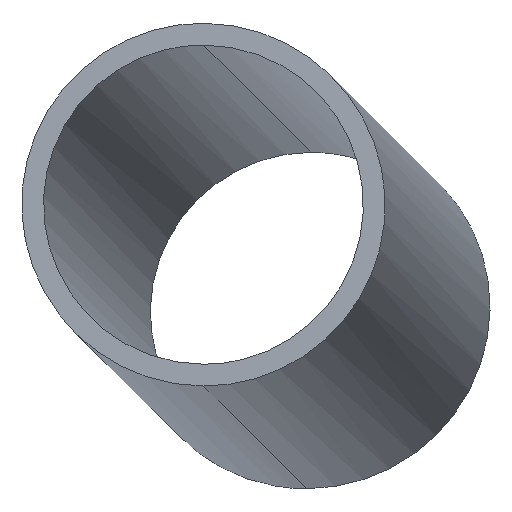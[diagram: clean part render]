
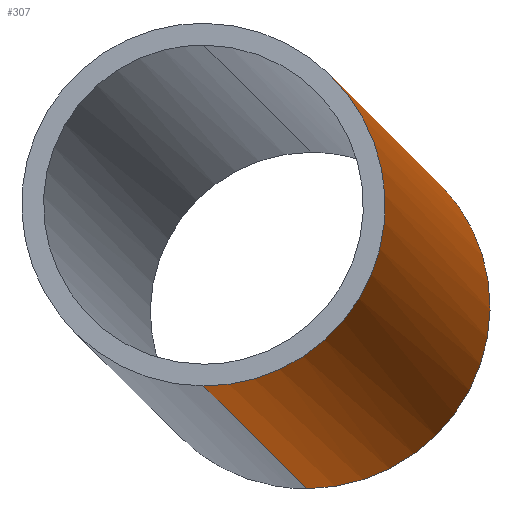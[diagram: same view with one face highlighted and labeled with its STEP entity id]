
A CAD part, left-side view. The second image highlights one B-rep face of the part: STEP entity #307.
In plain terms, the highlighted cylindrical face has radius 12.5 mm (diameter 25 mm), a partial arc.
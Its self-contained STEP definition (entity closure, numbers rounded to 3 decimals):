
#185=CARTESIAN_POINT('Line Origine',(342347.521,-17879.071,-17810.95)) ;
#189=CARTESIAN_POINT('Vertex',(-492.008,244.965,181.483)) ;
#191=CARTESIAN_POINT('Vertex',(-492.39,244.986,181.503)) ;
#194=CARTESIAN_POINT('Line Origine',(342347.521,-17879.071,-17810.95)) ;
#198=CARTESIAN_POINT('Vertex',(-353.938,237.666,174.237)) ;
#201=CARTESIAN_POINT('Line Origine',(342347.521,-17879.071,-17810.95)) ;
#205=CARTESIAN_POINT('Vertex',(-351.15,237.519,174.091)) ;
#224=CARTESIAN_POINT('Vertex',(-358.032,237.883,149.417)) ;
#227=CARTESIAN_POINT('Line Origine',(342346.215,-17879.002,-17835.916)) ;
#231=CARTESIAN_POINT('Vertex',(-492.932,245.014,156.497)) ;
#260=CARTESIAN_POINT('Axis2P3D Location',(498263.938,-26121.513,-26006.058)) ;
#266=CARTESIAN_POINT('Control Point',(-358.032,237.883,149.417)) ;
#267=CARTESIAN_POINT('Control Point',(-358.234,235.738,149.422)) ;
#268=CARTESIAN_POINT('Control Point',(-358.309,233.582,149.884)) ;
#269=CARTESIAN_POINT('Control Point',(-358.242,231.555,150.809)) ;
#270=CARTESIAN_POINT('Control Point',(-357.832,227.984,153.477)) ;
#271=CARTESIAN_POINT('Control Point',(-356.958,225.843,157.317)) ;
#272=CARTESIAN_POINT('Control Point',(-356.419,225.212,159.455)) ;
#273=CARTESIAN_POINT('Control Point',(-355.186,224.905,163.956)) ;
#274=CARTESIAN_POINT('Control Point',(-353.857,226.56,168.137)) ;
#275=CARTESIAN_POINT('Control Point',(-353.192,227.909,170.055)) ;
#276=CARTESIAN_POINT('Control Point',(-352.281,230.59,172.396)) ;
#277=CARTESIAN_POINT('Control Point',(-351.614,233.9,173.656)) ;
#278=CARTESIAN_POINT('Control Point',(-351.42,235.086,173.948)) ;
#279=CARTESIAN_POINT('Control Point',(-351.265,236.301,174.093)) ;
#280=CARTESIAN_POINT('Control Point',(-351.15,237.519,174.091)) ;
#283=CARTESIAN_POINT('Control Point',(-492.39,244.986,181.503)) ;
#284=CARTESIAN_POINT('Control Point',(-492.372,243.826,181.499)) ;
#285=CARTESIAN_POINT('Control Point',(-492.357,242.667,181.361)) ;
#286=CARTESIAN_POINT('Control Point',(-492.346,241.529,181.089)) ;
#287=CARTESIAN_POINT('Control Point',(-492.321,238.241,179.888)) ;
#288=CARTESIAN_POINT('Control Point',(-492.328,235.492,177.613)) ;
#289=CARTESIAN_POINT('Control Point',(-492.348,234.046,175.691)) ;
#290=CARTESIAN_POINT('Control Point',(-492.413,232.154,171.334)) ;
#291=CARTESIAN_POINT('Control Point',(-492.519,232.367,166.591)) ;
#292=CARTESIAN_POINT('Control Point',(-492.579,233.031,164.289)) ;
#293=CARTESIAN_POINT('Control Point',(-492.698,235.254,160.375)) ;
#294=CARTESIAN_POINT('Control Point',(-492.81,238.896,157.766)) ;
#295=CARTESIAN_POINT('Control Point',(-492.859,240.858,156.912)) ;
#296=CARTESIAN_POINT('Control Point',(-492.9,242.937,156.49)) ;
#297=CARTESIAN_POINT('Control Point',(-492.932,245.014,156.497)) ;
#186=DIRECTION('Vector Direction',(-0.997,0.053,0.052)) ;
#195=DIRECTION('Vector Direction',(-0.997,0.053,0.052)) ;
#202=DIRECTION('Vector Direction',(-0.997,0.053,0.052)) ;
#228=DIRECTION('Vector Direction',(-0.997,0.053,0.052)) ;
#261=DIRECTION('Axis2P3D Direction',(-0.997,0.053,0.052)) ;
#262=DIRECTION('Axis2P3D XDirection',(-0.052,0.003,-0.999)) ;
#263=AXIS2_PLACEMENT_3D('Cylinder Axis2P3D',#260,#261,#262) ;
#300=ORIENTED_EDGE('',*,*,#233,.F.) ;
#301=ORIENTED_EDGE('',*,*,#281,.T.) ;
#302=ORIENTED_EDGE('',*,*,#207,.F.) ;
#303=ORIENTED_EDGE('',*,*,#200,.T.) ;
#304=ORIENTED_EDGE('',*,*,#193,.T.) ;
#305=ORIENTED_EDGE('',*,*,#298,.T.) ;
#187=VECTOR('Line Direction',#186,1.) ;
#196=VECTOR('Line Direction',#195,1.) ;
#203=VECTOR('Line Direction',#202,1.) ;
#229=VECTOR('Line Direction',#228,1.) ;
#307=ADVANCED_FACE('Corps principal',(#306),#264,.T.) ;
#265=B_SPLINE_CURVE_WITH_KNOTS('',5,(#266,#267,#268,#269,#270,#271,#272,#273,#274,#275,#276,#277,#278,#279,#280),.UNSPECIFIED.,.F.,.U.,(6,3,3,3,6),(0.,15.236,30.951,47.593,56.247),.UNSPECIFIED.) ;
#282=B_SPLINE_CURVE_WITH_KNOTS('',5,(#283,#284,#285,#286,#287,#288,#289,#290,#291,#292,#293,#294,#295,#296,#297),.UNSPECIFIED.,.F.,.U.,(6,3,3,3,6),(0.,8.2,24.591,40.921,55.613),.UNSPECIFIED.) ;
#264=CYLINDRICAL_SURFACE('generated cylinder',#263,12.5) ;
#193=EDGE_CURVE('',#190,#192,#188,.T.) ;
#200=EDGE_CURVE('',#199,#190,#197,.T.) ;
#207=EDGE_CURVE('',#199,#206,#204,.F.) ;
#233=EDGE_CURVE('',#225,#232,#230,.T.) ;
#281=EDGE_CURVE('',#225,#206,#265,.T.) ;
#298=EDGE_CURVE('',#192,#232,#282,.T.) ;
#299=EDGE_LOOP('',(#300,#301,#302,#303,#304,#305)) ;
#306=FACE_OUTER_BOUND('',#299,.T.) ;
#188=LINE('Line',#185,#187) ;
#197=LINE('Line',#194,#196) ;
#204=LINE('Line',#201,#203) ;
#230=LINE('Line',#227,#229) ;
#190=VERTEX_POINT('',#189) ;
#192=VERTEX_POINT('',#191) ;
#199=VERTEX_POINT('',#198) ;
#206=VERTEX_POINT('',#205) ;
#225=VERTEX_POINT('',#224) ;
#232=VERTEX_POINT('',#231) ;
